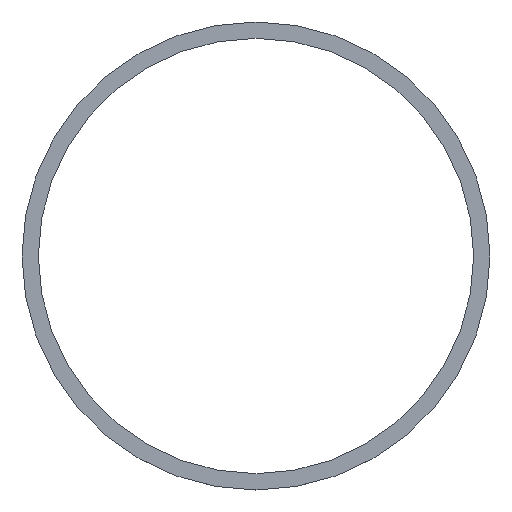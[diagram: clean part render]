
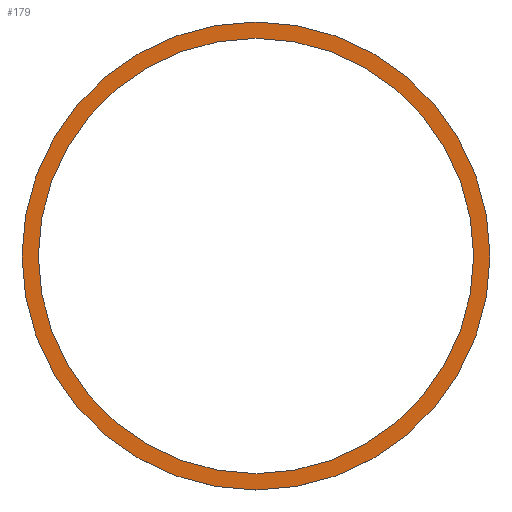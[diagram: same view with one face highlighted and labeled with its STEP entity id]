
A CAD part, top view. The second image highlights one B-rep face of the part: STEP entity #179.
In plain terms, the highlighted planar face has unit normal (0, 0, 1).
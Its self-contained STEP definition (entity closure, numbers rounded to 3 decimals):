
#2 = EDGE_LOOP ( 'NONE', ( #213, #65 ) ) ;
#26 = EDGE_CURVE ( 'NONE', #89, #69, #83, .T. ) ;
#27 = DIRECTION ( 'NONE',  ( 0., 0., 1. ) ) ;
#34 = EDGE_CURVE ( 'NONE', #69, #89, #153, .T. ) ;
#43 = AXIS2_PLACEMENT_3D ( 'NONE', #46, #132, #169 ) ;
#46 = CARTESIAN_POINT ( 'NONE',  ( 0., 0., 0. ) ) ;
#51 = EDGE_CURVE ( 'NONE', #106, #71, #122, .T. ) ;
#55 = ORIENTED_EDGE ( 'NONE', *, *, #26, .T. ) ;
#59 = AXIS2_PLACEMENT_3D ( 'NONE', #109, #27, #103 ) ;
#63 = EDGE_CURVE ( 'NONE', #71, #106, #140, .T. ) ;
#65 = ORIENTED_EDGE ( 'NONE', *, *, #51, .F. ) ;
#69 = VERTEX_POINT ( 'NONE', #125 ) ;
#71 = VERTEX_POINT ( 'NONE', #149 ) ;
#83 = CIRCLE ( 'NONE', #43, 136.55 ) ;
#84 = AXIS2_PLACEMENT_3D ( 'NONE', #133, #170, #159 ) ;
#89 = VERTEX_POINT ( 'NONE', #174 ) ;
#92 = FACE_OUTER_BOUND ( 'NONE', #116, .T. ) ;
#100 = AXIS2_PLACEMENT_3D ( 'NONE', #119, #214, #137 ) ;
#103 = DIRECTION ( 'NONE',  ( 1., 0., 0. ) ) ;
#106 = VERTEX_POINT ( 'NONE', #186 ) ;
#107 = ORIENTED_EDGE ( 'NONE', *, *, #34, .T. ) ;
#109 = CARTESIAN_POINT ( 'NONE',  ( 0., 0., 0. ) ) ;
#116 = EDGE_LOOP ( 'NONE', ( #55, #107 ) ) ;
#119 = CARTESIAN_POINT ( 'NONE',  ( 0., 0., 0. ) ) ;
#122 = CIRCLE ( 'NONE', #84, 127. ) ;
#125 = CARTESIAN_POINT ( 'NONE',  ( -136.55, 0., 0. ) ) ;
#132 = DIRECTION ( 'NONE',  ( 0., 0., 1. ) ) ;
#133 = CARTESIAN_POINT ( 'NONE',  ( 0., 0., 0. ) ) ;
#134 = PLANE ( 'NONE',  #205 ) ;
#135 = DIRECTION ( 'NONE',  ( 1., 0., 0. ) ) ;
#137 = DIRECTION ( 'NONE',  ( 1., 0., 0. ) ) ;
#140 = CIRCLE ( 'NONE', #100, 127. ) ;
#149 = CARTESIAN_POINT ( 'NONE',  ( 127., 0., 0. ) ) ;
#153 = CIRCLE ( 'NONE', #59, 136.55 ) ;
#159 = DIRECTION ( 'NONE',  ( 1., 0., 0. ) ) ;
#169 = DIRECTION ( 'NONE',  ( 1., 0., 0. ) ) ;
#170 = DIRECTION ( 'NONE',  ( 0., 0., 1. ) ) ;
#174 = CARTESIAN_POINT ( 'NONE',  ( 136.55, 0., 0. ) ) ;
#179 = ADVANCED_FACE ( 'NONE', ( #212, #92 ), #134, .T. ) ;
#184 = DIRECTION ( 'NONE',  ( 0., 0., 1. ) ) ;
#186 = CARTESIAN_POINT ( 'NONE',  ( -127., 0., 0. ) ) ;
#203 = CARTESIAN_POINT ( 'NONE',  ( 0., 0., 0. ) ) ;
#205 = AXIS2_PLACEMENT_3D ( 'NONE', #203, #184, #135 ) ;
#212 = FACE_BOUND ( 'NONE', #2, .T. ) ;
#213 = ORIENTED_EDGE ( 'NONE', *, *, #63, .F. ) ;
#214 = DIRECTION ( 'NONE',  ( 0., 0., 1. ) ) ;
